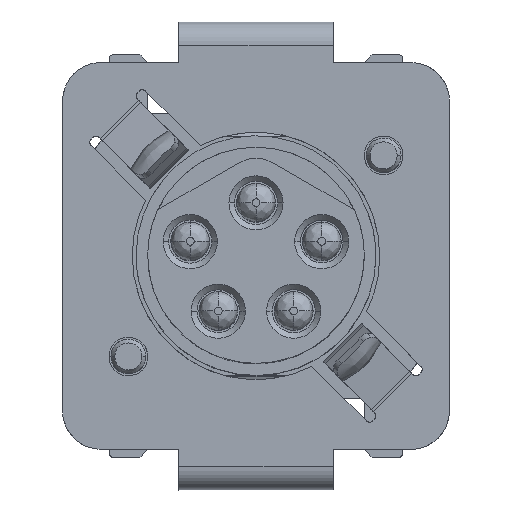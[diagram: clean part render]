
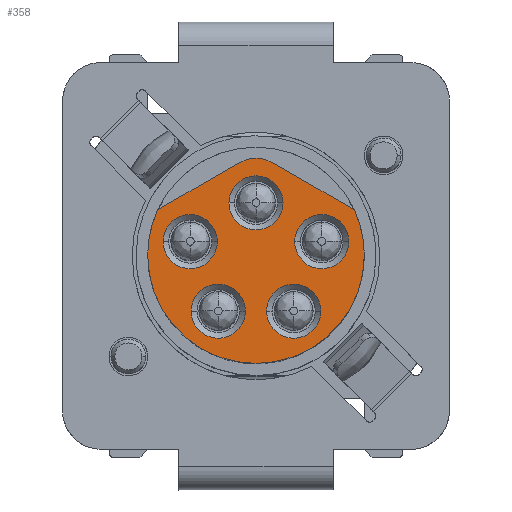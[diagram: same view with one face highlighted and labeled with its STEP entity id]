
A CAD part, top view. The second image highlights one B-rep face of the part: STEP entity #358.
In plain terms, the highlighted planar face has unit normal (0, 0, 1).
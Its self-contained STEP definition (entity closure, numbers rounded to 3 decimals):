
#117=AXIS2_PLACEMENT_3D('Circle Axis2P3D',#115,#116,$) ;
#141=AXIS2_PLACEMENT_3D('Circle Axis2P3D',#139,#140,$) ;
#224=AXIS2_PLACEMENT_3D('Plane Axis2P3D',#221,#222,#223) ;
#257=AXIS2_PLACEMENT_3D('Circle Axis2P3D',#255,#256,$) ;
#264=AXIS2_PLACEMENT_3D('Circle Axis2P3D',#262,#263,$) ;
#271=AXIS2_PLACEMENT_3D('Circle Axis2P3D',#269,#270,$) ;
#284=AXIS2_PLACEMENT_3D('Circle Axis2P3D',#282,#283,$) ;
#293=AXIS2_PLACEMENT_3D('Circle Axis2P3D',#291,#292,$) ;
#302=AXIS2_PLACEMENT_3D('Circle Axis2P3D',#300,#301,$) ;
#311=AXIS2_PLACEMENT_3D('Circle Axis2P3D',#309,#310,$) ;
#320=AXIS2_PLACEMENT_3D('Circle Axis2P3D',#318,#319,$) ;
#329=AXIS2_PLACEMENT_3D('Circle Axis2P3D',#327,#328,$) ;
#342=AXIS2_PLACEMENT_3D('Circle Axis2P3D',#340,#341,$) ;
#351=AXIS2_PLACEMENT_3D('Circle Axis2P3D',#349,#350,$) ;
#112=CARTESIAN_POINT('Vertex',(6.675,4.6,19.1)) ;
#115=CARTESIAN_POINT('Axis2P3D Location',(5.975,4.6,19.1)) ;
#119=CARTESIAN_POINT('Vertex',(5.275,4.6,19.1)) ;
#139=CARTESIAN_POINT('Axis2P3D Location',(5.975,4.6,19.1)) ;
#221=CARTESIAN_POINT('Axis2P3D Location',(5.,6.05,19.1)) ;
#226=CARTESIAN_POINT('Line Origine',(6.497,7.825,19.1)) ;
#230=CARTESIAN_POINT('Vertex',(7.543,7.221,19.1)) ;
#232=CARTESIAN_POINT('Vertex',(5.45,8.429,19.1)) ;
#236=CARTESIAN_POINT('Control Point',(5.45,8.429,19.1)) ;
#237=CARTESIAN_POINT('Control Point',(5.352,8.486,19.1)) ;
#238=CARTESIAN_POINT('Control Point',(5.245,8.527,19.1)) ;
#239=CARTESIAN_POINT('Control Point',(5.133,8.551,19.1)) ;
#240=CARTESIAN_POINT('Control Point',(4.942,8.561,19.1)) ;
#241=CARTESIAN_POINT('Control Point',(4.757,8.521,19.1)) ;
#242=CARTESIAN_POINT('Control Point',(4.685,8.498,19.1)) ;
#243=CARTESIAN_POINT('Control Point',(4.615,8.467,19.1)) ;
#244=CARTESIAN_POINT('Control Point',(4.55,8.429,19.1)) ;
#245=CARTESIAN_POINT('Vertex',(4.55,8.429,19.1)) ;
#248=CARTESIAN_POINT('Line Origine',(3.503,7.825,19.1)) ;
#252=CARTESIAN_POINT('Vertex',(2.457,7.221,19.1)) ;
#255=CARTESIAN_POINT('Axis2P3D Location',(5.,6.05,19.1)) ;
#259=CARTESIAN_POINT('Vertex',(2.2,6.05,19.1)) ;
#262=CARTESIAN_POINT('Axis2P3D Location',(5.,6.05,19.1)) ;
#266=CARTESIAN_POINT('Vertex',(7.8,6.05,19.1)) ;
#269=CARTESIAN_POINT('Axis2P3D Location',(5.,6.05,19.1)) ;
#282=CARTESIAN_POINT('Axis2P3D Location',(5.,7.4,19.1)) ;
#286=CARTESIAN_POINT('Vertex',(4.3,7.4,19.1)) ;
#288=CARTESIAN_POINT('Vertex',(5.7,7.4,19.1)) ;
#291=CARTESIAN_POINT('Axis2P3D Location',(5.,7.4,19.1)) ;
#300=CARTESIAN_POINT('Axis2P3D Location',(3.3,6.4,19.1)) ;
#304=CARTESIAN_POINT('Vertex',(2.6,6.4,19.1)) ;
#306=CARTESIAN_POINT('Vertex',(4.,6.4,19.1)) ;
#309=CARTESIAN_POINT('Axis2P3D Location',(3.3,6.4,19.1)) ;
#318=CARTESIAN_POINT('Axis2P3D Location',(4.025,4.6,19.1)) ;
#322=CARTESIAN_POINT('Vertex',(3.325,4.6,19.1)) ;
#324=CARTESIAN_POINT('Vertex',(4.725,4.6,19.1)) ;
#327=CARTESIAN_POINT('Axis2P3D Location',(4.025,4.6,19.1)) ;
#340=CARTESIAN_POINT('Axis2P3D Location',(6.7,6.4,19.1)) ;
#344=CARTESIAN_POINT('Vertex',(6.,6.4,19.1)) ;
#346=CARTESIAN_POINT('Vertex',(7.4,6.4,19.1)) ;
#349=CARTESIAN_POINT('Axis2P3D Location',(6.7,6.4,19.1)) ;
#116=DIRECTION('Axis2P3D Direction',(0.,0.,1.)) ;
#140=DIRECTION('Axis2P3D Direction',(0.,0.,1.)) ;
#222=DIRECTION('Axis2P3D Direction',(0.,0.,-1.)) ;
#223=DIRECTION('Axis2P3D XDirection',(1.,0.,0.)) ;
#227=DIRECTION('Vector Direction',(-0.866,0.5,0.)) ;
#249=DIRECTION('Vector Direction',(-0.866,-0.5,0.)) ;
#256=DIRECTION('Axis2P3D Direction',(0.,0.,-1.)) ;
#263=DIRECTION('Axis2P3D Direction',(0.,0.,-1.)) ;
#270=DIRECTION('Axis2P3D Direction',(0.,0.,-1.)) ;
#283=DIRECTION('Axis2P3D Direction',(0.,0.,-1.)) ;
#292=DIRECTION('Axis2P3D Direction',(0.,0.,-1.)) ;
#301=DIRECTION('Axis2P3D Direction',(0.,0.,-1.)) ;
#310=DIRECTION('Axis2P3D Direction',(0.,0.,-1.)) ;
#319=DIRECTION('Axis2P3D Direction',(0.,0.,-1.)) ;
#328=DIRECTION('Axis2P3D Direction',(0.,0.,-1.)) ;
#341=DIRECTION('Axis2P3D Direction',(0.,0.,-1.)) ;
#350=DIRECTION('Axis2P3D Direction',(0.,0.,-1.)) ;
#228=VECTOR('Line Direction',#227,1.) ;
#250=VECTOR('Line Direction',#249,1.) ;
#275=ORIENTED_EDGE('',*,*,#234,.T.) ;
#276=ORIENTED_EDGE('',*,*,#247,.T.) ;
#277=ORIENTED_EDGE('',*,*,#254,.T.) ;
#278=ORIENTED_EDGE('',*,*,#261,.F.) ;
#279=ORIENTED_EDGE('',*,*,#268,.F.) ;
#280=ORIENTED_EDGE('',*,*,#273,.F.) ;
#297=ORIENTED_EDGE('',*,*,#290,.T.) ;
#298=ORIENTED_EDGE('',*,*,#295,.T.) ;
#315=ORIENTED_EDGE('',*,*,#308,.T.) ;
#316=ORIENTED_EDGE('',*,*,#313,.T.) ;
#333=ORIENTED_EDGE('',*,*,#326,.T.) ;
#334=ORIENTED_EDGE('',*,*,#331,.T.) ;
#337=ORIENTED_EDGE('',*,*,#121,.T.) ;
#338=ORIENTED_EDGE('',*,*,#143,.T.) ;
#355=ORIENTED_EDGE('',*,*,#348,.T.) ;
#356=ORIENTED_EDGE('',*,*,#353,.T.) ;
#299=FACE_BOUND('',#296,.T.) ;
#317=FACE_BOUND('',#314,.T.) ;
#335=FACE_BOUND('',#332,.T.) ;
#339=FACE_BOUND('',#336,.T.) ;
#357=FACE_BOUND('',#354,.T.) ;
#358=ADVANCED_FACE('V1',(#281,#299,#317,#335,#339,#357),#225,.F.) ;
#235=B_SPLINE_CURVE_WITH_KNOTS('',5,(#236,#237,#238,#239,#240,#241,#242,#243,#244),.UNSPECIFIED.,.F.,.U.,(6,3,6),(0.,0.8,1.333),.UNSPECIFIED.) ;
#118=CIRCLE('generated circle',#117,0.7) ;
#142=CIRCLE('generated circle',#141,0.7) ;
#258=CIRCLE('generated circle',#257,2.8) ;
#265=CIRCLE('generated circle',#264,2.8) ;
#272=CIRCLE('generated circle',#271,2.8) ;
#285=CIRCLE('generated circle',#284,0.7) ;
#294=CIRCLE('generated circle',#293,0.7) ;
#303=CIRCLE('generated circle',#302,0.7) ;
#312=CIRCLE('generated circle',#311,0.7) ;
#321=CIRCLE('generated circle',#320,0.7) ;
#330=CIRCLE('generated circle',#329,0.7) ;
#343=CIRCLE('generated circle',#342,0.7) ;
#352=CIRCLE('generated circle',#351,0.7) ;
#121=EDGE_CURVE('',#120,#113,#118,.F.) ;
#143=EDGE_CURVE('',#113,#120,#142,.F.) ;
#234=EDGE_CURVE('',#231,#233,#229,.T.) ;
#247=EDGE_CURVE('',#233,#246,#235,.T.) ;
#254=EDGE_CURVE('',#246,#253,#251,.T.) ;
#261=EDGE_CURVE('',#260,#253,#258,.T.) ;
#268=EDGE_CURVE('',#267,#260,#265,.T.) ;
#273=EDGE_CURVE('',#231,#267,#272,.T.) ;
#290=EDGE_CURVE('',#287,#289,#285,.T.) ;
#295=EDGE_CURVE('',#289,#287,#294,.T.) ;
#308=EDGE_CURVE('',#305,#307,#303,.T.) ;
#313=EDGE_CURVE('',#307,#305,#312,.T.) ;
#326=EDGE_CURVE('',#323,#325,#321,.T.) ;
#331=EDGE_CURVE('',#325,#323,#330,.T.) ;
#348=EDGE_CURVE('',#345,#347,#343,.T.) ;
#353=EDGE_CURVE('',#347,#345,#352,.T.) ;
#274=EDGE_LOOP('',(#275,#276,#277,#278,#279,#280)) ;
#296=EDGE_LOOP('',(#297,#298)) ;
#314=EDGE_LOOP('',(#315,#316)) ;
#332=EDGE_LOOP('',(#333,#334)) ;
#336=EDGE_LOOP('',(#337,#338)) ;
#354=EDGE_LOOP('',(#355,#356)) ;
#281=FACE_OUTER_BOUND('',#274,.T.) ;
#229=LINE('Line',#226,#228) ;
#251=LINE('Line',#248,#250) ;
#225=PLANE('',#224) ;
#113=VERTEX_POINT('',#112) ;
#120=VERTEX_POINT('',#119) ;
#231=VERTEX_POINT('',#230) ;
#233=VERTEX_POINT('',#232) ;
#246=VERTEX_POINT('',#245) ;
#253=VERTEX_POINT('',#252) ;
#260=VERTEX_POINT('',#259) ;
#267=VERTEX_POINT('',#266) ;
#287=VERTEX_POINT('',#286) ;
#289=VERTEX_POINT('',#288) ;
#305=VERTEX_POINT('',#304) ;
#307=VERTEX_POINT('',#306) ;
#323=VERTEX_POINT('',#322) ;
#325=VERTEX_POINT('',#324) ;
#345=VERTEX_POINT('',#344) ;
#347=VERTEX_POINT('',#346) ;
